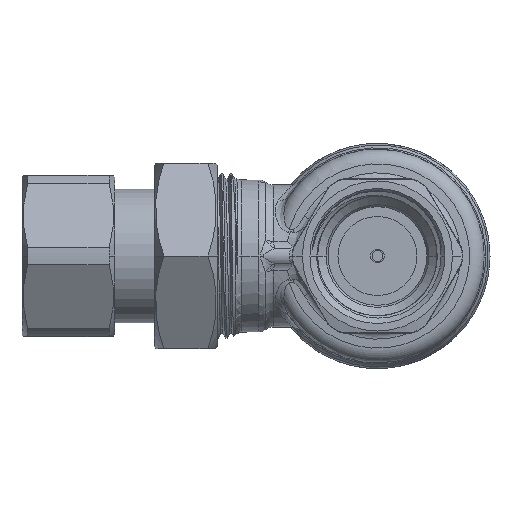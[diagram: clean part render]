
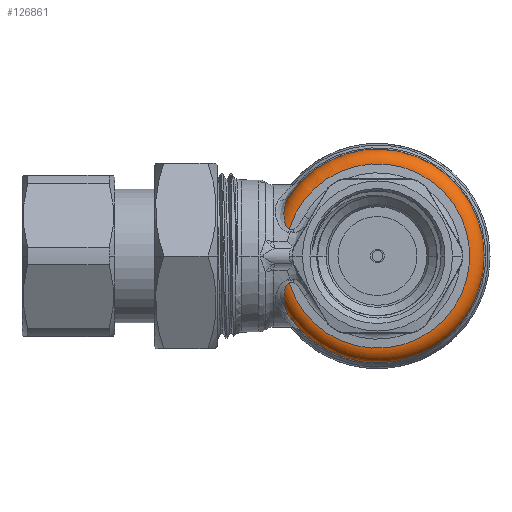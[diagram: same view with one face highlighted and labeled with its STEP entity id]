
A CAD part, front view. The second image highlights one B-rep face of the part: STEP entity #126861.
In plain terms, the highlighted toroidal (fillet/blend) face has major radius 23 mm and minor radius 4 mm.
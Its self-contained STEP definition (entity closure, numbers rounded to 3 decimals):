
#34675=CARTESIAN_POINT('',(0.,-12.835,0.));
#34676=DIRECTION('',(0.,1.,0.));
#34677=DIRECTION('',(-0.832,0.,0.554));
#34678=AXIS2_PLACEMENT_3D('',#34675,#34676,#34677);
#34680=CARTESIAN_POINT('',(-22.477,-12.835,
-14.959));
#34681=CARTESIAN_POINT('',(-22.592,-12.976,
-14.787));
#34682=CARTESIAN_POINT('',(-22.806,-13.261,
-14.43));
#34683=CARTESIAN_POINT('',(-23.077,-13.682,
-13.86));
#34684=CARTESIAN_POINT('',(-23.3,-14.096,
-13.255));
#34685=CARTESIAN_POINT('',(-23.474,-14.496,
-12.618));
#34686=CARTESIAN_POINT('',(-23.598,-14.882,
-11.942));
#34687=CARTESIAN_POINT('',(-23.667,-15.225,
-11.279));
#34688=CARTESIAN_POINT('',(-23.687,-15.502,
-10.692));
#34689=CARTESIAN_POINT('',(-23.675,-15.732,
-10.165));
#34690=CARTESIAN_POINT('',(-23.639,-15.922,
-9.694));
#34691=CARTESIAN_POINT('',(-23.586,-16.08,
-9.273));
#34692=CARTESIAN_POINT('',(-23.519,-16.214,
-8.896));
#34693=CARTESIAN_POINT('',(-23.442,-16.326,
-8.561));
#34694=CARTESIAN_POINT('',(-23.356,-16.421,
-8.262));
#34695=CARTESIAN_POINT('',(-23.264,-16.502,
-7.999));
#34696=CARTESIAN_POINT('',(-23.166,-16.57,
-7.767));
#34697=CARTESIAN_POINT('',(-23.064,-16.628,
-7.566));
#34698=CARTESIAN_POINT('',(-22.958,-16.676,
-7.394));
#34699=CARTESIAN_POINT('',(-22.848,-16.716,
-7.249));
#34700=CARTESIAN_POINT('',(-22.737,-16.749,
-7.131));
#34701=CARTESIAN_POINT('',(-22.626,-16.774,
-7.04));
#34702=CARTESIAN_POINT('',(-22.517,-16.794,
-6.972));
#34703=CARTESIAN_POINT('',(-22.411,-16.809,
-6.925));
#34704=CARTESIAN_POINT('',(-22.341,-16.816,
-6.905));
#34705=CARTESIAN_POINT('',(-22.307,-16.819,
-6.897));
#34707=CARTESIAN_POINT('',(0.,-16.819,0.));
#34708=DIRECTION('',(0.,-1.,0.));
#34709=DIRECTION('',(-0.955,0.,-0.295));
#34710=AXIS2_PLACEMENT_3D('',#34707,#34708,#34709);
#34712=CARTESIAN_POINT('',(-22.477,-12.835,
14.959));
#34713=CARTESIAN_POINT('',(-22.592,-12.976,
14.787));
#34714=CARTESIAN_POINT('',(-22.806,-13.261,
14.43));
#34715=CARTESIAN_POINT('',(-23.077,-13.682,
13.86));
#34716=CARTESIAN_POINT('',(-23.3,-14.096,
13.255));
#34717=CARTESIAN_POINT('',(-23.474,-14.496,
12.618));
#34718=CARTESIAN_POINT('',(-23.598,-14.882,
11.942));
#34719=CARTESIAN_POINT('',(-23.667,-15.225,
11.279));
#34720=CARTESIAN_POINT('',(-23.687,-15.502,
10.692));
#34721=CARTESIAN_POINT('',(-23.675,-15.732,
10.165));
#34722=CARTESIAN_POINT('',(-23.639,-15.922,
9.694));
#34723=CARTESIAN_POINT('',(-23.586,-16.08,
9.273));
#34724=CARTESIAN_POINT('',(-23.519,-16.214,
8.896));
#34725=CARTESIAN_POINT('',(-23.442,-16.326,
8.561));
#34726=CARTESIAN_POINT('',(-23.356,-16.421,
8.262));
#34727=CARTESIAN_POINT('',(-23.264,-16.502,
7.999));
#34728=CARTESIAN_POINT('',(-23.166,-16.57,
7.767));
#34729=CARTESIAN_POINT('',(-23.064,-16.628,
7.566));
#34730=CARTESIAN_POINT('',(-22.958,-16.676,
7.394));
#34731=CARTESIAN_POINT('',(-22.848,-16.716,
7.249));
#34732=CARTESIAN_POINT('',(-22.737,-16.749,
7.131));
#34733=CARTESIAN_POINT('',(-22.626,-16.774,
7.04));
#34734=CARTESIAN_POINT('',(-22.517,-16.794,
6.972));
#34735=CARTESIAN_POINT('',(-22.411,-16.809,
6.925));
#34736=CARTESIAN_POINT('',(-22.341,-16.816,
6.905));
#34737=CARTESIAN_POINT('',(-22.307,-16.819,
6.897));
#74061=VERTEX_POINT('',#34680);
#74062=VERTEX_POINT('',#34705);
#74134=VERTEX_POINT('',#34712);
#74135=VERTEX_POINT('',#34737);
#126847=CARTESIAN_POINT('',(0.,-12.835,0.));
#126848=DIRECTION('',(0.,1.,0.));
#126849=DIRECTION('',(-0.133,0.,-0.991));
#126850=AXIS2_PLACEMENT_3D('',#126847,#126848,#126849);
#126851=TOROIDAL_SURFACE('',#126850,23.,4.);
#126852=ORIENTED_EDGE('',*,*,#126581,.T.);
#126854=ORIENTED_EDGE('',*,*,#126853,.T.);
#126856=ORIENTED_EDGE('',*,*,#126855,.T.);
#126858=ORIENTED_EDGE('',*,*,#126857,.F.);
#126859=EDGE_LOOP('',(#126852,#126854,#126856,#126858));
#126860=FACE_OUTER_BOUND('',#126859,.F.);
#126861=ADVANCED_FACE('',(#126860),#126851,.T.);
#34679=CIRCLE('',#34678,27.);
#34706=B_SPLINE_CURVE_WITH_KNOTS('',3,(#34680,#34681,#34682,#34683,#34684,
#34685,#34686,#34687,#34688,#34689,#34690,#34691,#34692,#34693,#34694,#34695,
#34696,#34697,#34698,#34699,#34700,#34701,#34702,#34703,#34704,#34705),
.UNSPECIFIED.,.F.,.F.,(4,1,1,1,1,1,1,1,1,1,1,1,1,1,1,1,1,1,1,1,1,1,1,4),(0.,
0.043,0.087,0.13,0.174,
0.217,0.261,0.304,0.348,
0.391,0.435,0.478,0.522,
0.565,0.609,0.652,0.696,
0.739,0.783,0.826,0.87,
0.913,0.957,1.),.UNSPECIFIED.);
#34711=CIRCLE('',#34710,23.349);
#34738=B_SPLINE_CURVE_WITH_KNOTS('',3,(#34712,#34713,#34714,#34715,#34716,
#34717,#34718,#34719,#34720,#34721,#34722,#34723,#34724,#34725,#34726,#34727,
#34728,#34729,#34730,#34731,#34732,#34733,#34734,#34735,#34736,#34737),
.UNSPECIFIED.,.F.,.F.,(4,1,1,1,1,1,1,1,1,1,1,1,1,1,1,1,1,1,1,1,1,1,1,4),(0.,
0.043,0.087,0.13,0.174,
0.217,0.261,0.304,0.348,
0.391,0.435,0.478,0.522,
0.565,0.609,0.652,0.696,
0.739,0.783,0.826,0.87,
0.913,0.957,1.),.UNSPECIFIED.);
#126581=EDGE_CURVE('',#74134,#74061,#34679,.T.);
#126853=EDGE_CURVE('',#74061,#74062,#34706,.T.);
#126855=EDGE_CURVE('',#74062,#74135,#34711,.T.);
#126857=EDGE_CURVE('',#74134,#74135,#34738,.T.);
